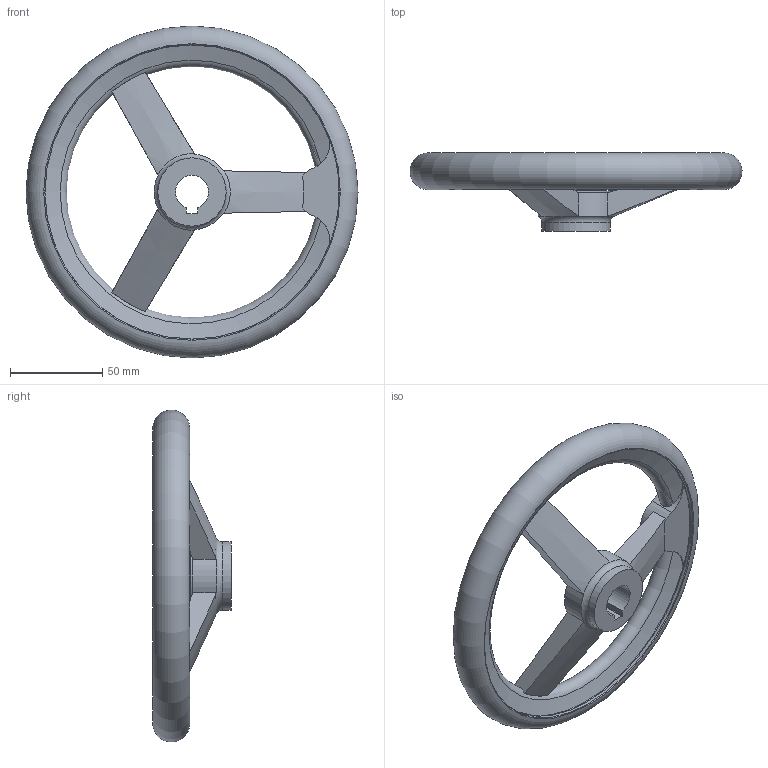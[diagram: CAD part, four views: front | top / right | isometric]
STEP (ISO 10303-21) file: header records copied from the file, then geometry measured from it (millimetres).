
FILE_DESCRIPTION( ( 'STEP AP214' ), '1' );
FILE_NAME( 'K0160.1180X18.stp', '2020-11-26T09:58:07', ( '' ), ( '' ), ' ', 'PARTsolutions', ' ' );
FILE_SCHEMA( ( 'AUTOMOTIVE_DESIGN { 1 0 10303 214 1 1 1 1 }' ) );
Length unit declared in the file: millimetre
Products named in the file (1): _K0160.1180X18
Bounding box: 179.99 x 42.49 x 179.99 mm (x, y, z)
Volume: 202262.6 mm3; surface area: 48495.5 mm2
Topology: 1 solids, 1 shells, 44 faces, 129 edges, 83 vertices
Faces by surface type: cylinder 13, plane 13, torus 12, cone 6
Full cylindrical faces by diameter (mm): 37 x2, 160 x2
Entity records: 2126 total; most frequent: CARTESIAN_POINT 689, ORIENTED_EDGE 226, DIRECTION 208, EDGE_CURVE 113, AXIS2_PLACEMENT_3D 93, VERTEX_POINT 80, EDGE_LOOP 60, FACE_OUTER_BOUND 55
